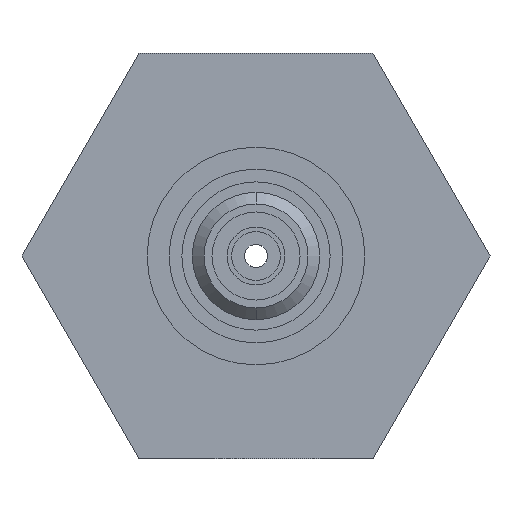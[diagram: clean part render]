
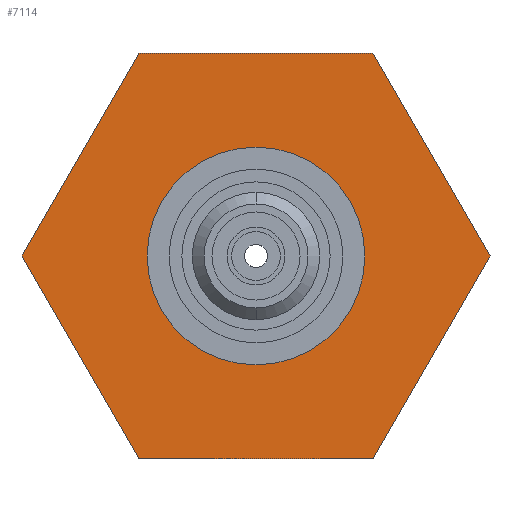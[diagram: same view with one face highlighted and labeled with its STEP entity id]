
A CAD part, left-side view. The second image highlights one B-rep face of the part: STEP entity #7114.
In plain terms, the highlighted planar face has unit normal (-1, 0, 0).
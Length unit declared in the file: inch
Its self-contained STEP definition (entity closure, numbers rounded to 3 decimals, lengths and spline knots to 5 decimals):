
#42 = CARTESIAN_POINT ( 'NONE',  ( 0.06496, 0.39778, 0. ) ) ;
#43 = LINE ( 'NONE', #42, #112 ) ;
#86 = CARTESIAN_POINT ( 'NONE',  ( 0.06496, -0.39778, 0. ) ) ;
#99 = LINE ( 'NONE', #12564, #12563 ) ;
#107 = DIRECTION ( 'NONE',  ( 0., 1., 0. ) ) ;
#108 = VECTOR ( 'NONE', #107, 39.37008 ) ;
#109 = CARTESIAN_POINT ( 'NONE',  ( 0.06496, -0.19889, -0.34449 ) ) ;
#110 = LINE ( 'NONE', #109, #108 ) ;
#111 = DIRECTION ( 'NONE',  ( 0., -0.5, 0.866 ) ) ;
#112 = VECTOR ( 'NONE', #111, 39.37008 ) ;
#130 = CARTESIAN_POINT ( 'NONE',  ( 0.06496, 0.19889, 0.34449 ) ) ;
#5858 = DIRECTION ( 'NONE',  ( 0., 0., -1. ) ) ;
#5875 = CARTESIAN_POINT ( 'NONE',  ( 0.06496, 0., 0. ) ) ;
#5905 = DIRECTION ( 'NONE',  ( 1., 0., 0. ) ) ;
#5906 = AXIS2_PLACEMENT_3D ( 'NONE', #5875, #5905, #5858 ) ;
#5914 = CARTESIAN_POINT ( 'NONE',  ( 0.06496, 0., 0.18504 ) ) ;
#5915 = CARTESIAN_POINT ( 'NONE',  ( 0.06496, 0., -0.18504 ) ) ;
#5926 = CIRCLE ( 'NONE', #5906, 0.18504 ) ;
#6987 = ORIENTED_EDGE ( 'NONE', *, *, #7469, .F. ) ;
#7090 = EDGE_CURVE ( 'NONE', #10054, #10053, #11706, .T. ) ;
#7114 = ADVANCED_FACE ( 'NONE', ( #11680, #11679 ), #11678, .F. ) ;
#7115 = EDGE_LOOP ( 'NONE', ( #7116, #7124, #7446, #6987, #7393, #7452 ) ) ;
#7116 = ORIENTED_EDGE ( 'NONE', *, *, #7117, .F. ) ;
#7117 = EDGE_CURVE ( 'NONE', #7120, #7122, #11673, .T. ) ;
#7120 = VERTEX_POINT ( 'NONE', #11665 ) ;
#7122 = VERTEX_POINT ( 'NONE', #11663 ) ;
#7124 = ORIENTED_EDGE ( 'NONE', *, *, #7495, .F. ) ;
#7393 = ORIENTED_EDGE ( 'NONE', *, *, #7394, .F. ) ;
#7394 = EDGE_CURVE ( 'NONE', #7488, #7400, #12352, .T. ) ;
#7400 = VERTEX_POINT ( 'NONE', #12330 ) ;
#7404 = VERTEX_POINT ( 'NONE', #12329 ) ;
#7446 = ORIENTED_EDGE ( 'NONE', *, *, #7450, .F. ) ;
#7450 = EDGE_CURVE ( 'NONE', #7498, #7404, #99, .T. ) ;
#7452 = ORIENTED_EDGE ( 'NONE', *, *, #7493, .F. ) ;
#7469 = EDGE_CURVE ( 'NONE', #7400, #7498, #12574, .T. ) ;
#7474 = ORIENTED_EDGE ( 'NONE', *, *, #10037, .T. ) ;
#7488 = VERTEX_POINT ( 'NONE', #130 ) ;
#7489 = ORIENTED_EDGE ( 'NONE', *, *, #7090, .T. ) ;
#7493 = EDGE_CURVE ( 'NONE', #7122, #7488, #43, .T. ) ;
#7494 = EDGE_LOOP ( 'NONE', ( #7489, #7474 ) ) ;
#7495 = EDGE_CURVE ( 'NONE', #7404, #7120, #110, .T. ) ;
#7498 = VERTEX_POINT ( 'NONE', #86 ) ;
#10037 = EDGE_CURVE ( 'NONE', #10053, #10054, #5926, .T. ) ;
#10053 = VERTEX_POINT ( 'NONE', #5915 ) ;
#10054 = VERTEX_POINT ( 'NONE', #5914 ) ;
#11663 = CARTESIAN_POINT ( 'NONE',  ( 0.06496, 0.39778, 0. ) ) ;
#11665 = CARTESIAN_POINT ( 'NONE',  ( 0.06496, 0.19889, -0.34449 ) ) ;
#11670 = DIRECTION ( 'NONE',  ( 0., 0.5, 0.866 ) ) ;
#11671 = VECTOR ( 'NONE', #11670, 39.37008 ) ;
#11672 = CARTESIAN_POINT ( 'NONE',  ( 0.06496, 0.19889, -0.34449 ) ) ;
#11673 = LINE ( 'NONE', #11672, #11671 ) ;
#11674 = DIRECTION ( 'NONE',  ( 0., 0., -1. ) ) ;
#11675 = DIRECTION ( 'NONE',  ( 1., 0., 0. ) ) ;
#11676 = AXIS2_PLACEMENT_3D ( 'NONE', #11677, #11675, #11674 ) ;
#11677 = CARTESIAN_POINT ( 'NONE',  ( 0.06496, 0.39778, 0. ) ) ;
#11678 = PLANE ( 'NONE',  #11676 ) ;
#11679 = FACE_BOUND ( 'NONE', #7494, .T. ) ;
#11680 = FACE_OUTER_BOUND ( 'NONE', #7115, .T. ) ;
#11699 = DIRECTION ( 'NONE',  ( 0., 0., -1. ) ) ;
#11700 = DIRECTION ( 'NONE',  ( 1., 0., 0. ) ) ;
#11701 = CARTESIAN_POINT ( 'NONE',  ( 0.06496, 0., 0. ) ) ;
#11702 = AXIS2_PLACEMENT_3D ( 'NONE', #11701, #11700, #11699 ) ;
#11706 = CIRCLE ( 'NONE', #11702, 0.18504 ) ;
#12329 = CARTESIAN_POINT ( 'NONE',  ( 0.06496, -0.19889, -0.34449 ) ) ;
#12330 = CARTESIAN_POINT ( 'NONE',  ( 0.06496, -0.19889, 0.34449 ) ) ;
#12349 = DIRECTION ( 'NONE',  ( 0., -1., 0. ) ) ;
#12350 = VECTOR ( 'NONE', #12349, 39.37008 ) ;
#12351 = CARTESIAN_POINT ( 'NONE',  ( 0.06496, 0.19889, 0.34449 ) ) ;
#12352 = LINE ( 'NONE', #12351, #12350 ) ;
#12562 = DIRECTION ( 'NONE',  ( 0., 0.5, -0.866 ) ) ;
#12563 = VECTOR ( 'NONE', #12562, 39.37008 ) ;
#12564 = CARTESIAN_POINT ( 'NONE',  ( 0.06496, -0.39778, 0. ) ) ;
#12571 = DIRECTION ( 'NONE',  ( 0., -0.5, -0.866 ) ) ;
#12572 = VECTOR ( 'NONE', #12571, 39.37008 ) ;
#12573 = CARTESIAN_POINT ( 'NONE',  ( 0.06496, -0.19889, 0.34449 ) ) ;
#12574 = LINE ( 'NONE', #12573, #12572 ) ;
